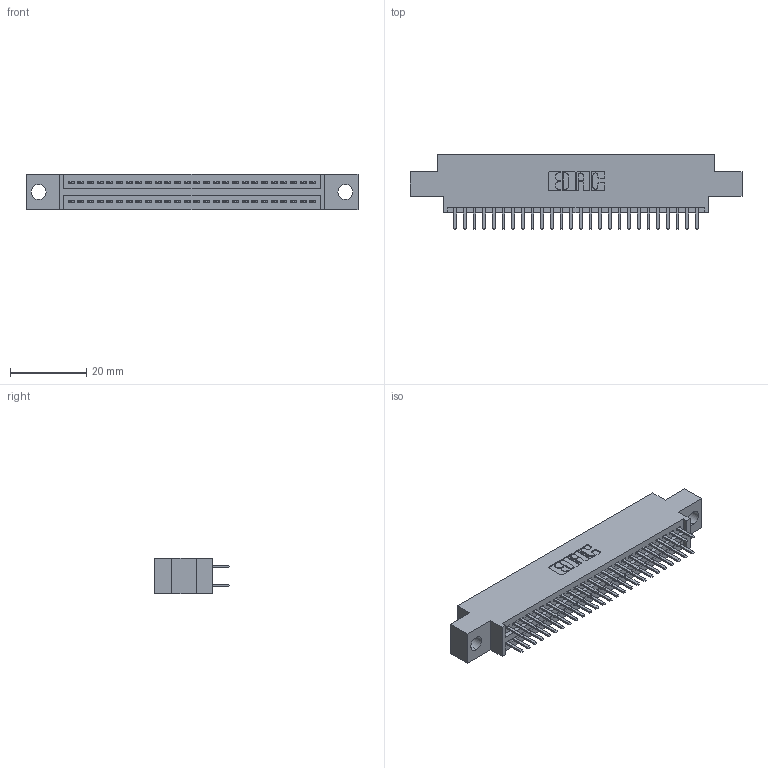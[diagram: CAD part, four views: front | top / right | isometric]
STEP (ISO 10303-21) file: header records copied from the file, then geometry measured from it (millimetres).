
FILE_DESCRIPTION (( 'STEP AP203' ), '1' );
FILE_NAME ('395-052-520-804.STEP', '2021-06-17T00:09:55', ( '' ), ( '' ), 'SwSTEP 2.0', 'SolidWorks 2020', '' );
FILE_SCHEMA (( 'CONFIG_CONTROL_DESIGN' ));
Length unit declared in the file: inch
Products named in the file (3): 395-052-520-804; 345 Part_0.170 Offset - 0.156 Dia-TI; 345-292-001_345-293-120
Assembly tree (53 placements, depth 2):
  395-052-520-804
    345 Part_0.170 Offset - 0.156 Dia-TI
    345-292-001_345-293-120  x52
Bounding box: 87.25 x 19.68 x 9.4 mm (x, y, z)
Volume: 8084.7 mm3; surface area: 11587.2 mm2
Topology: 53 solids, 53 shells, 2952 faces, 8553 edges, 5562 vertices
Faces by surface type: plane 1918, cylinder 1034
Entity records: 23219 total; most frequent: CARTESIAN_POINT 3926, ORIENTED_EDGE 3846, DIRECTION 3467, EDGE_CURVE 1923, VECTOR 1683, LINE 1683, VERTEX_POINT 1278, AXIS2_PLACEMENT_3D 892
